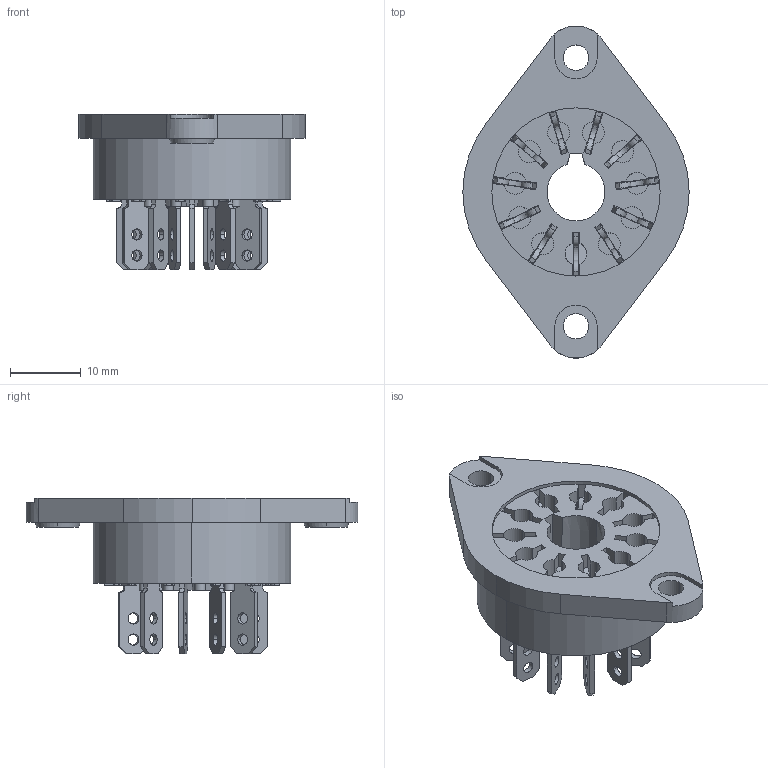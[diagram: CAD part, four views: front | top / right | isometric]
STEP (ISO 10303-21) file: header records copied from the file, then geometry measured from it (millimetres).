
FILE_DESCRIPTION (( 'STEP AP214' ), '1' );
FILE_NAME ('GOP11.STEP', '2014-09-22T10:43:00', ( '' ), ( '' ), 'SwSTEP 2.0', 'SolidWorks 2012', '' );
FILE_SCHEMA (( 'AUTOMOTIVE_DESIGN' ));
Length unit declared in the file: millimetre
Products named in the file (1): GOP11
Bounding box: 32 x 46.97 x 22 mm (x, y, z)
Volume: 7009 mm3; surface area: 7252.5 mm2
Topology: 1 solids, 1 shells, 825 faces, 2457 edges, 1638 vertices
Faces by surface type: plane 433, cylinder 276, bspline 97, cone 19
Entity records: 42338 total; most frequent: CARTESIAN_POINT 11012, ORIENTED_EDGE 4914, DIRECTION 4311, EDGE_CURVE 2457, VERTEX_POINT 1638, LINE 1595, VECTOR 1595, AXIS2_PLACEMENT_3D 1358
